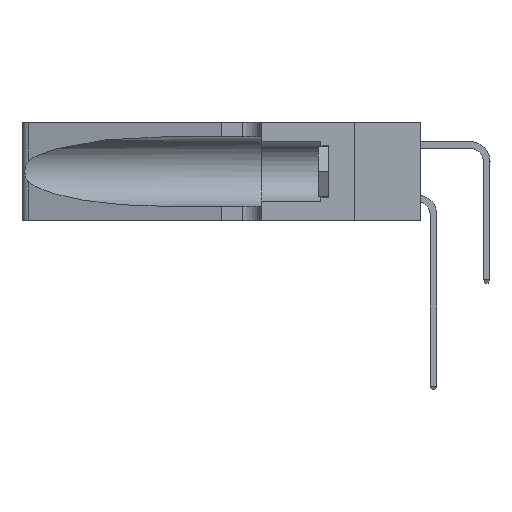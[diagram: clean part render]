
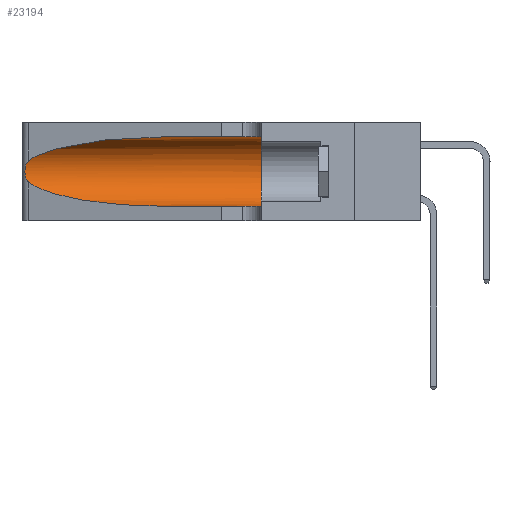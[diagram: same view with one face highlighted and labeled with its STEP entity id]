
A CAD part, left-side view. The second image highlights one B-rep face of the part: STEP entity #23194.
In plain terms, the highlighted cylindrical face has radius 3.308 mm (diameter 6.617 mm), a partial arc.
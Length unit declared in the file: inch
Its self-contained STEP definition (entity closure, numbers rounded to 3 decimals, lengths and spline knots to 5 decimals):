
#974 = EDGE_CURVE ( 'NONE', #38194, #31039, #33574, .T. ) ;
#1291 = CARTESIAN_POINT ( 'NONE',  ( 0.1305, 0.72297, 0.05475 ) ) ;
#2049 = EDGE_CURVE ( 'NONE', #35860, #25679, #27854, .T. ) ;
#2061 = CIRCLE ( 'NONE', #18645, 0.13025 ) ;
#3564 = EDGE_CURVE ( 'NONE', #31863, #25679, #2061, .T. ) ;
#3631 = CARTESIAN_POINT ( 'NONE',  ( 0.1305, 0.35, 0.185 ) ) ;
#4666 =( BOUNDED_CURVE ( )  B_SPLINE_CURVE ( 3, ( #6575, #22194, #29981, #11238 ),
 .UNSPECIFIED., .F., .F. ) 
 B_SPLINE_CURVE_WITH_KNOTS ( ( 4, 4 ),
 ( 3.44316, 4.71239 ),
 .UNSPECIFIED. ) 
 CURVE ( )  GEOMETRIC_REPRESENTATION_ITEM ( )  RATIONAL_B_SPLINE_CURVE ( ( 1., 0.87, 0.87, 1. ) ) 
 REPRESENTATION_ITEM ( '' )  );
#5787 = DIRECTION ( 'NONE',  ( 0., -1., 0. ) ) ;
#6575 = CARTESIAN_POINT ( 'NONE',  ( 0.25487, 1.22718, 0.14631 ) ) ;
#6794 = DIRECTION ( 'NONE',  ( 0., 0., 1. ) ) ;
#6995 = ORIENTED_EDGE ( 'NONE', *, *, #7052, .F. ) ;
#7052 = EDGE_CURVE ( 'NONE', #29530, #31863, #30361, .T. ) ;
#7966 = CARTESIAN_POINT ( 'NONE',  ( 0.25487, 1.22718, 0.22369 ) ) ;
#8679 = DIRECTION ( 'NONE',  ( 0., -1., 0. ) ) ;
#8859 = CARTESIAN_POINT ( 'NONE',  ( 0.25787, 1.23484, 0.2124 ) ) ;
#11238 = CARTESIAN_POINT ( 'NONE',  ( 0.1305, 0.72297, 0.05475 ) ) ;
#11922 = ORIENTED_EDGE ( 'NONE', *, *, #32070, .T. ) ;
#13655 = EDGE_CURVE ( 'NONE', #31039, #35860, #4666, .T. ) ;
#14868 = ORIENTED_EDGE ( 'NONE', *, *, #13655, .T. ) ;
#18345 = CARTESIAN_POINT ( 'NONE',  ( 0.18966, 0.96281, 0.31525 ) ) ;
#18645 = AXIS2_PLACEMENT_3D ( 'NONE', #3631, #25553, #6794 ) ;
#18692 = DIRECTION ( 'NONE',  ( 0., -1., 0. ) ) ;
#20203 = ORIENTED_EDGE ( 'NONE', *, *, #974, .T. ) ;
#20472 = VECTOR ( 'NONE', #5787, 39.37008 ) ;
#21409 = CARTESIAN_POINT ( 'NONE',  ( 0.25487, 1.22718, 0.22369 ) ) ;
#21492 = CARTESIAN_POINT ( 'NONE',  ( 0.25487, 1.22718, 0.22369 ) ) ;
#22194 = CARTESIAN_POINT ( 'NONE',  ( 0.2373, 1.15595, 0.08982 ) ) ;
#22267 =( BOUNDED_CURVE ( )  B_SPLINE_CURVE ( 3, ( #37058, #18345, #40172, #21492 ),
 .UNSPECIFIED., .F., .F. ) 
 B_SPLINE_CURVE_WITH_KNOTS ( ( 4, 4 ),
 ( 1.5708, 2.84003 ),
 .UNSPECIFIED. ) 
 CURVE ( )  GEOMETRIC_REPRESENTATION_ITEM ( )  RATIONAL_B_SPLINE_CURVE ( ( 1., 0.87, 0.87, 1. ) ) 
 REPRESENTATION_ITEM ( '' )  );
#22712 = CARTESIAN_POINT ( 'NONE',  ( 0.25487, 1.22718, 0.14631 ) ) ;
#23194 = ADVANCED_FACE ( 'NONE', ( #29804 ), #28836, .F. ) ;
#24541 = CARTESIAN_POINT ( 'NONE',  ( 0.1305, 1.61858, 0.05475 ) ) ;
#25553 = DIRECTION ( 'NONE',  ( 0., 1., 0. ) ) ;
#25679 = VERTEX_POINT ( 'NONE', #33714 ) ;
#26102 = ORIENTED_EDGE ( 'NONE', *, *, #2049, .T. ) ;
#27422 = CARTESIAN_POINT ( 'NONE',  ( 0.25555, 1.22994, 0.2215 ) ) ;
#27458 = CARTESIAN_POINT ( 'NONE',  ( 0.1305, 1.61858, 0.31525 ) ) ;
#27854 = LINE ( 'NONE', #24541, #20472 ) ;
#28836 = CYLINDRICAL_SURFACE ( 'NONE', #29145, 0.13025 ) ;
#28857 = CARTESIAN_POINT ( 'NONE',  ( 0.25487, 1.22718, 0.14631 ) ) ;
#28900 = EDGE_LOOP ( 'NONE', ( #11922, #20203, #14868, #26102, #31041, #6995 ) ) ;
#28905 = CARTESIAN_POINT ( 'NONE',  ( 0.25555, 1.22993, 0.14849 ) ) ;
#29145 = AXIS2_PLACEMENT_3D ( 'NONE', #34304, #18692, #40517 ) ;
#29530 = VERTEX_POINT ( 'NONE', #30790 ) ;
#29804 = FACE_OUTER_BOUND ( 'NONE', #28900, .T. ) ;
#29981 = CARTESIAN_POINT ( 'NONE',  ( 0.18966, 0.96281, 0.05475 ) ) ;
#30361 = LINE ( 'NONE', #27458, #39568 ) ;
#30695 = CARTESIAN_POINT ( 'NONE',  ( 0.26075, 1.23896, 0.178 ) ) ;
#30757 = CARTESIAN_POINT ( 'NONE',  ( 0.26075, 1.23896, 0.19203 ) ) ;
#30790 = CARTESIAN_POINT ( 'NONE',  ( 0.1305, 0.72297, 0.31525 ) ) ;
#31039 = VERTEX_POINT ( 'NONE', #22712 ) ;
#31041 = ORIENTED_EDGE ( 'NONE', *, *, #3564, .F. ) ;
#31116 = CARTESIAN_POINT ( 'NONE',  ( 0.25789, 1.23486, 0.15765 ) ) ;
#31164 = CARTESIAN_POINT ( 'NONE',  ( 0.25856, 1.23593, 0.16098 ) ) ;
#31440 = CARTESIAN_POINT ( 'NONE',  ( 0.25639, 1.23184, 0.21858 ) ) ;
#31471 = CARTESIAN_POINT ( 'NONE',  ( 0.26017, 1.23833, 0.17102 ) ) ;
#31574 = CARTESIAN_POINT ( 'NONE',  ( 0.25639, 1.23186, 0.15144 ) ) ;
#31863 = VERTEX_POINT ( 'NONE', #38751 ) ;
#32070 = EDGE_CURVE ( 'NONE', #29530, #38194, #22267, .T. ) ;
#33574 = B_SPLINE_CURVE_WITH_KNOTS ( 'NONE', 3,
 ( #21409, #27422, #31440, #8859, #34455, #34507, #30757, #30695, #31471, #31164, #31116, #31574, #28905, #28857 ),
 .UNSPECIFIED., .F., .F.,
 ( 4, 2, 2, 2, 2, 2, 4 ),
 ( 0., 0.00027, 0.00053, 0.00107, 0.0016, 0.00187, 0.00214 ),
 .UNSPECIFIED. ) ;
#33714 = CARTESIAN_POINT ( 'NONE',  ( 0.1305, 0.35, 0.05475 ) ) ;
#34304 = CARTESIAN_POINT ( 'NONE',  ( 0.1305, 1.61858, 0.185 ) ) ;
#34455 = CARTESIAN_POINT ( 'NONE',  ( 0.25854, 1.2359, 0.20912 ) ) ;
#34507 = CARTESIAN_POINT ( 'NONE',  ( 0.26018, 1.23835, 0.19895 ) ) ;
#35860 = VERTEX_POINT ( 'NONE', #1291 ) ;
#37058 = CARTESIAN_POINT ( 'NONE',  ( 0.1305, 0.72297, 0.31525 ) ) ;
#38194 = VERTEX_POINT ( 'NONE', #7966 ) ;
#38751 = CARTESIAN_POINT ( 'NONE',  ( 0.1305, 0.35, 0.31525 ) ) ;
#39568 = VECTOR ( 'NONE', #8679, 39.37008 ) ;
#40172 = CARTESIAN_POINT ( 'NONE',  ( 0.2373, 1.15595, 0.28018 ) ) ;
#40517 = DIRECTION ( 'NONE',  ( 0., 0., -1. ) ) ;
